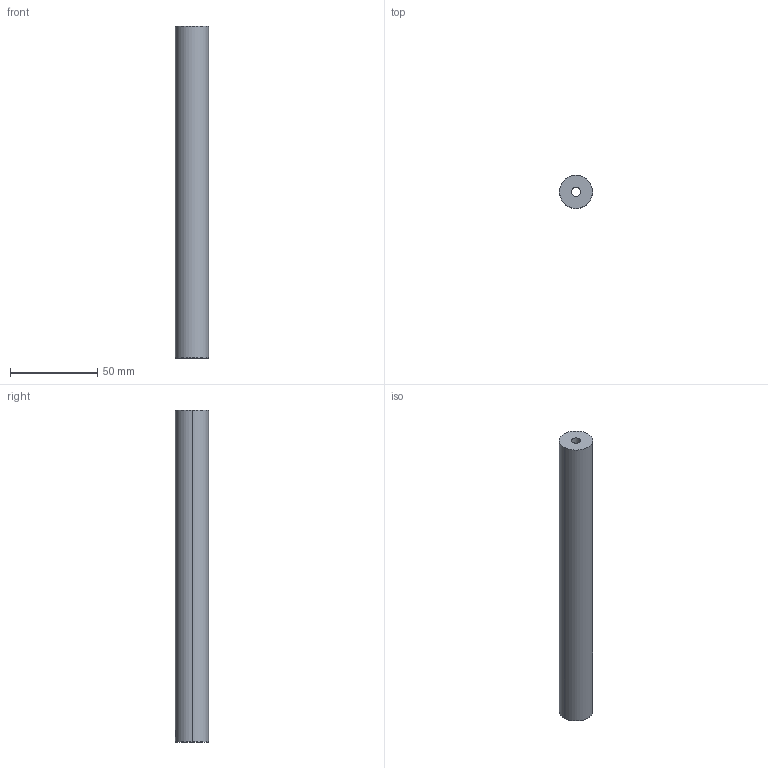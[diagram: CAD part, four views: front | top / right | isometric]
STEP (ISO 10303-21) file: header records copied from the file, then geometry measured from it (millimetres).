
FILE_DESCRIPTION(('no description'),'unknown implementation level');
FILE_NAME('341F85BD-9337-4E7F-A41A-1BD00B3CFB06_export.stp',' ',('CIMSOURCE GmbH'),('CADClick - KiM GmbH - www.kimweb.de'),'unknown preprocess','ACIS','unknown authorization');
FILE_SCHEMA(('automotive_design'));
Length unit declared in the file: millimetre
Products named in the file (2): 335.321 Kaiser D19 X CK1 X 180HM|335.321 Kaiser D19 X CK1 X 180HM_Standard;NONE; 335.321 Kaiser D19 X CK1 X 180HM|690.431 Kaiser ETL M4 X 5 CK1_Standard;NONE
Bounding box: 19 x 19 x 190 mm (x, y, z)
Volume: 48586 mm3; surface area: 15384 mm2
Topology: 2 solids, 2 shells, 63 faces, 152 edges, 91 vertices
Faces by surface type: plane 26, cone 18, cylinder 16, bspline 3
Entity records: 3949 total; most frequent: CARTESIAN_POINT 716, DIRECTION 323, STYLED_ITEM 306, PRESENTATION_STYLE_ASSIGNMENT 306, COLOUR_RGB 306, ORIENTED_EDGE 300, EDGE_CURVE 150, CURVE_STYLE 150
